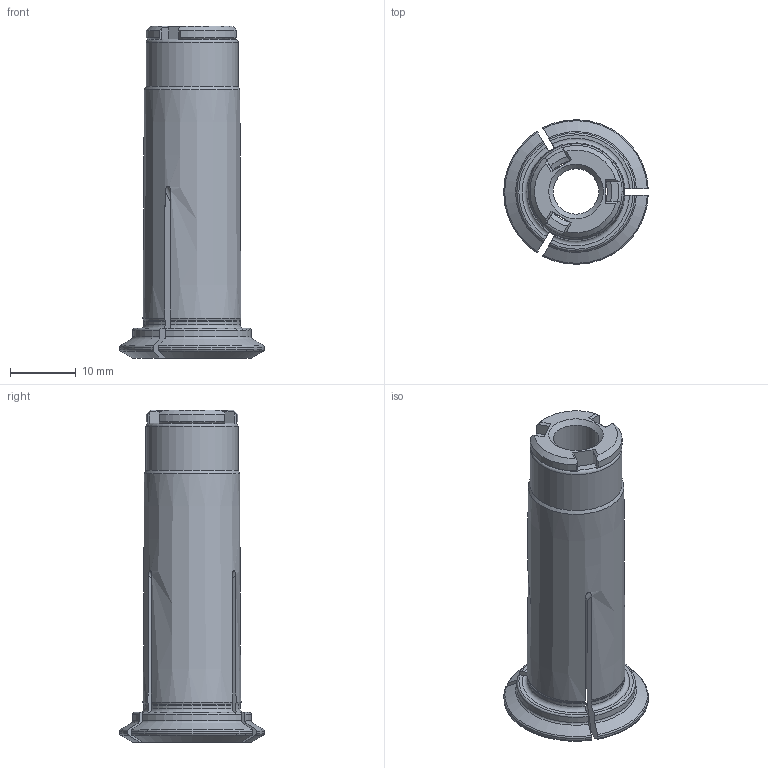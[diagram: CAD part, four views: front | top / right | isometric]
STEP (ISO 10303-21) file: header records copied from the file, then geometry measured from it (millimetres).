
FILE_DESCRIPTION(/* description */ (''),/* implementation_level */ '2;1');
FILE_NAME(/* name */ '171509528.stp',/* time_stamp */ '2021-01-08T12:14:50',/* author */ ('LRA'),/* organization */ ('REGO-FIX'),/* preprocessor_version */ ' Unknown',/* originating_system */ 'SIEMENS PLM Software Solid Edge ST10',/* authorization */ 'Unknown');
FILE_SCHEMA (('AUTOMOTIVE_DESIGN { 1 0 10303 214 2 1 1}'));
Length unit declared in the file: millimetre
Products named in the file (1): 0016435
Bounding box: 21.99 x 21.99 x 50.5 mm (x, y, z)
Volume: 500.5 mm3; surface area: 5292.9 mm2
Topology: 1 solids, 2 shells, 118 faces, 346 edges, 229 vertices
Faces by surface type: plane 38, cylinder 29, cone 26, torus 25
Full cylindrical faces by diameter (mm): 6.917 x1, 9.525 x1, 10.917 x1, 12.2 x1, 14 x1
Entity records: 4869 total; most frequent: CARTESIAN_POINT 1077, ORIENTED_EDGE 658, DIRECTION 548, EDGE_CURVE 329, VERTEX_POINT 224, AXIS2_PLACEMENT_3D 214, EDGE_LOOP 137, FACE_BOUND 137
